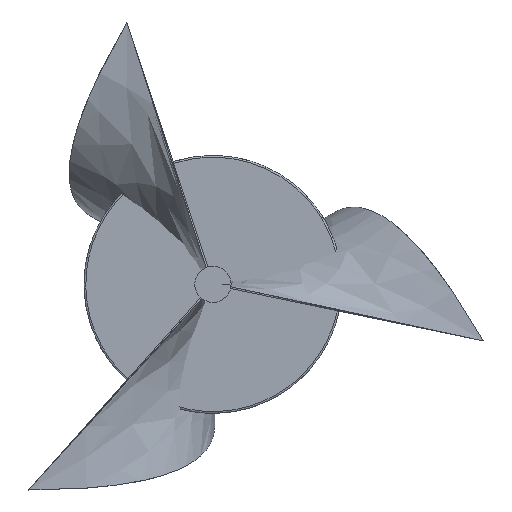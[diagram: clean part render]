
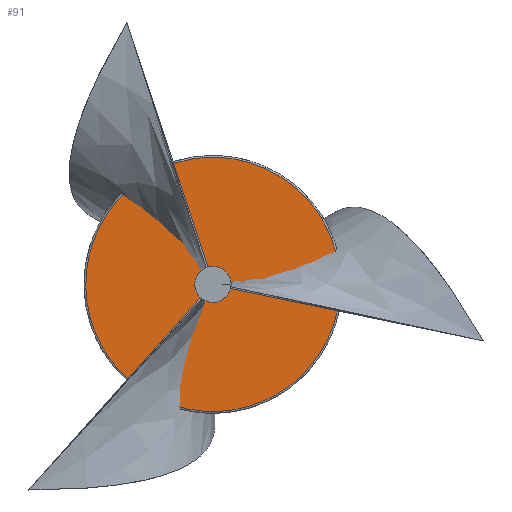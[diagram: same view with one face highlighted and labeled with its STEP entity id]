
A CAD part, top view. The second image highlights one B-rep face of the part: STEP entity #91.
In plain terms, the highlighted planar face has unit normal (0, 0, 1).
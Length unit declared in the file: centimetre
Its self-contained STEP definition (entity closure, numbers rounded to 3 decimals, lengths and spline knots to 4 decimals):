
#91=ADVANCED_FACE('',(#122),#416,.T.);
#122=FACE_OUTER_BOUND('',#153,.T.);
#153=EDGE_LOOP('',(#187,#188));
#187=ORIENTED_EDGE('',*,*,#310,.F.);
#188=ORIENTED_EDGE('',*,*,#303,.F.);
#303=EDGE_CURVE('',#380,#384,#362,.T.);
#310=EDGE_CURVE('',#384,#380,#369,.T.);
#362=(
BOUNDED_CURVE()
B_SPLINE_CURVE(3,(#690,#691,#692,#693,#694,#695,#696,#697,#698,#699,#700,
#701,#702,#703,#704,#705,#706,#707,#708,#709,#710,#711,#712,#713,#714,#715,
#716,#717,#718,#719,#720,#721,#722,#723,#724,#725,#726),.UNSPECIFIED.,.F.,
 .F.)
B_SPLINE_CURVE_WITH_KNOTS((4,3,3,3,3,3,3,3,3,3,3,3,4),(0.,28.1016,
56.2032,70.8172,85.4312,98.9188,112.4065,
140.5081,168.6097,183.2237,197.8376,211.3253,
224.8129),.UNSPECIFIED.)
CURVE()
GEOMETRIC_REPRESENTATION_ITEM()
RATIONAL_B_SPLINE_CURVE((1.,1.,1.,1.,1.,1.,1.,1.,1.,1.,1.,1.,1.,1.,1.,1.,
1.,1.,1.,1.,
1.,1.,1.,1.,1.,1.,1.,1.,1.,1.,1.,1.,1.,1.,1.,1.,1.))
REPRESENTATION_ITEM('')
);
#369=(
BOUNDED_CURVE()
B_SPLINE_CURVE(3,(#782,#783,#784,#785,#786,#787,#788,#789,#790,#791,#792,
#793,#794,#795,#796,#797,#798,#799,#800,#801,#802,#803,#804,#805,#806,#807,
#808,#809,#810,#811,#812,#813,#814,#815,#816,#817,#818),.UNSPECIFIED.,.F.,
 .F.)
B_SPLINE_CURVE_WITH_KNOTS((4,3,3,3,3,3,3,3,3,3,3,3,4),(224.8129,
252.9145,281.0162,295.6301,310.2441,323.7317,
337.2194,365.321,393.4226,408.0366,422.6505,
436.1382,449.6259),.UNSPECIFIED.)
CURVE()
GEOMETRIC_REPRESENTATION_ITEM()
RATIONAL_B_SPLINE_CURVE((1.,1.,1.,1.,1.,1.,1.,1.,1.,
1.,1.,1.,1.,1.,1.,1.,1.,1.,
1.,1.,1.,1.,1.,1.,1.,1.,1.,
1.,1.,1.,1.,1.,1.,1.,1.,1.,1.))
REPRESENTATION_ITEM('')
);
#380=VERTEX_POINT('',#669);
#384=VERTEX_POINT('',#673);
#416=PLANE('',#448);
#448=AXIS2_PLACEMENT_3D('',#475,#456,$);
#456=DIRECTION('',(0.,0.,1.));
#475=CARTESIAN_POINT('',(-119.808,-45.8249,48.6363));
#669=CARTESIAN_POINT('',(29.1854,65.3401,48.6363));
#673=CARTESIAN_POINT('',(-29.1865,-65.3422,48.6363));
#690=CARTESIAN_POINT('',(29.1854,65.3401,48.6363));
#691=CARTESIAN_POINT('',(37.7407,61.5259,48.6363));
#692=CARTESIAN_POINT('',(45.5313,56.0015,48.6363));
#693=CARTESIAN_POINT('',(51.9699,49.1989,48.6363));
#694=CARTESIAN_POINT('',(58.4085,42.3962,48.6363));
#695=CARTESIAN_POINT('',(63.495,34.3152,48.6363));
#696=CARTESIAN_POINT('',(66.8423,25.5665,48.6363));
#697=CARTESIAN_POINT('',(68.583,21.0169,48.6363));
#698=CARTESIAN_POINT('',(69.8533,16.2866,48.6363));
#699=CARTESIAN_POINT('',(70.6341,11.4779,48.6363));
#700=CARTESIAN_POINT('',(71.4149,6.6692,48.6363));
#701=CARTESIAN_POINT('',(71.7061,1.7819,48.6363));
#702=CARTESIAN_POINT('',(71.4961,-3.0844,48.6363));
#703=CARTESIAN_POINT('',(71.3024,-7.5756,48.6363));
#704=CARTESIAN_POINT('',(70.6818,-12.0491,48.6363));
#705=CARTESIAN_POINT('',(69.6502,-16.4256,48.6363));
#706=CARTESIAN_POINT('',(68.6187,-20.8022,48.6363));
#707=CARTESIAN_POINT('',(67.1761,-25.0818,48.6363));
#708=CARTESIAN_POINT('',(65.3422,-29.1865,48.6363));
#709=CARTESIAN_POINT('',(61.5212,-37.7386,48.6363));
#710=CARTESIAN_POINT('',(56.0013,-45.5312,48.6363));
#711=CARTESIAN_POINT('',(49.1996,-51.9702,48.6363));
#712=CARTESIAN_POINT('',(42.3979,-58.4092,48.6363));
#713=CARTESIAN_POINT('',(34.3144,-63.4946,48.6363));
#714=CARTESIAN_POINT('',(25.5659,-66.842,48.6363));
#715=CARTESIAN_POINT('',(21.0163,-68.5827,48.6363));
#716=CARTESIAN_POINT('',(16.2869,-69.8534,48.6363));
#717=CARTESIAN_POINT('',(11.4783,-70.6343,48.6363));
#718=CARTESIAN_POINT('',(6.6697,-71.4151,48.6363));
#719=CARTESIAN_POINT('',(1.7819,-71.706,48.6363));
#720=CARTESIAN_POINT('',(-3.0846,-71.4961,48.6363));
#721=CARTESIAN_POINT('',(-7.5759,-71.3023,48.6363));
#722=CARTESIAN_POINT('',(-12.0491,-70.6818,48.6363));
#723=CARTESIAN_POINT('',(-16.4255,-69.6503,48.6363));
#724=CARTESIAN_POINT('',(-20.802,-68.6187,48.6363));
#725=CARTESIAN_POINT('',(-25.0817,-67.1761,48.6363));
#726=CARTESIAN_POINT('',(-29.1865,-65.3422,48.6363));
#782=CARTESIAN_POINT('',(-29.1865,-65.3422,48.6363));
#783=CARTESIAN_POINT('',(-37.7387,-61.5212,48.6363));
#784=CARTESIAN_POINT('',(-45.5312,-56.0013,48.6363));
#785=CARTESIAN_POINT('',(-51.9701,-49.1996,48.6363));
#786=CARTESIAN_POINT('',(-58.4091,-42.3979,48.6363));
#787=CARTESIAN_POINT('',(-63.4947,-34.3144,48.6363));
#788=CARTESIAN_POINT('',(-66.842,-25.5659,48.6363));
#789=CARTESIAN_POINT('',(-68.5828,-21.0163,48.6363));
#790=CARTESIAN_POINT('',(-69.8534,-16.2869,48.6363));
#791=CARTESIAN_POINT('',(-70.6343,-11.4783,48.6363));
#792=CARTESIAN_POINT('',(-71.4151,-6.6697,48.6363));
#793=CARTESIAN_POINT('',(-71.706,-1.7819,48.6363));
#794=CARTESIAN_POINT('',(-71.4961,3.0846,48.6363));
#795=CARTESIAN_POINT('',(-71.3023,7.5759,48.6363));
#796=CARTESIAN_POINT('',(-70.6818,12.0491,48.6363));
#797=CARTESIAN_POINT('',(-69.6503,16.4255,48.6363));
#798=CARTESIAN_POINT('',(-68.6187,20.802,48.6363));
#799=CARTESIAN_POINT('',(-67.1761,25.0817,48.6363));
#800=CARTESIAN_POINT('',(-65.3422,29.1865,48.6363));
#801=CARTESIAN_POINT('',(-61.5212,37.7387,48.6363));
#802=CARTESIAN_POINT('',(-56.0013,45.5312,48.6363));
#803=CARTESIAN_POINT('',(-49.1996,51.9701,48.6363));
#804=CARTESIAN_POINT('',(-42.3979,58.4091,48.6363));
#805=CARTESIAN_POINT('',(-34.3144,63.4947,48.6363));
#806=CARTESIAN_POINT('',(-25.5659,66.842,48.6363));
#807=CARTESIAN_POINT('',(-21.0163,68.5828,48.6363));
#808=CARTESIAN_POINT('',(-16.2869,69.8535,48.6363));
#809=CARTESIAN_POINT('',(-11.4784,70.6343,48.6363));
#810=CARTESIAN_POINT('',(-6.6698,71.4151,48.6363));
#811=CARTESIAN_POINT('',(-1.7821,71.706,48.6363));
#812=CARTESIAN_POINT('',(3.0847,71.4963,48.6363));
#813=CARTESIAN_POINT('',(7.5764,71.3028,48.6363));
#814=CARTESIAN_POINT('',(12.0503,70.6829,48.6363));
#815=CARTESIAN_POINT('',(16.4262,69.6509,48.6363));
#816=CARTESIAN_POINT('',(20.8022,68.619,48.6363));
#817=CARTESIAN_POINT('',(25.0802,67.1749,48.6363));
#818=CARTESIAN_POINT('',(29.1854,65.3401,48.6363));
